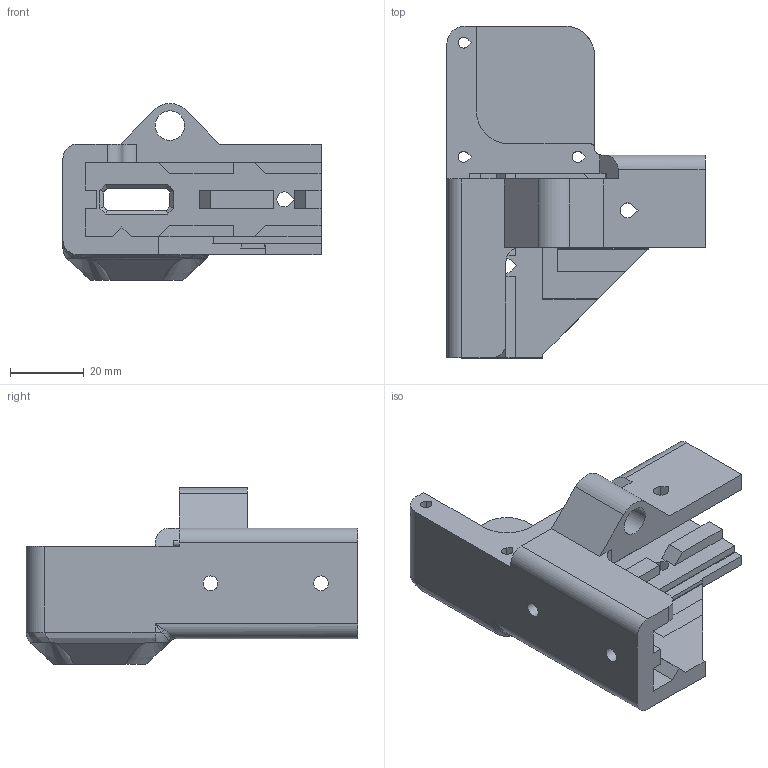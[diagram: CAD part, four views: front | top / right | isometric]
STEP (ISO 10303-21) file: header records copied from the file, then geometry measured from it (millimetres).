
FILE_DESCRIPTION(('FreeCAD Model'),'2;1');
FILE_NAME('LBackCorner.step','2016-05-27T15:37:59',( 'Author'),(''),'Open CASCADE STEP processor 6.9','FreeCAD','Unknown' );
FILE_SCHEMA(('AUTOMOTIVE_DESIGN_CC2 { 1 2 10303 214 -1 1 5 4 }'));
Length unit declared in the file: millimetre
Products named in the file (2): ASSEMBLY; LBackCorner
Assembly tree (1 placements, depth 2):
  ASSEMBLY
    LBackCorner
Bounding box: 70 x 90 x 47.98 mm (x, y, z)
Volume: 57984.8 mm3; surface area: 23950.2 mm2
Topology: 1 solids, 1 shells, 176 faces, 494 edges, 317 vertices
Faces by surface type: plane 114, cylinder 30, bspline 25, sphere 4, cone 3
Full cylindrical faces by diameter (mm): 4 x2, 8 x1
Entity records: 25008 total; most frequent: CARTESIAN_POINT 15604, DIRECTION 1588, LINE 1121, VECTOR 1121, ORIENTED_EDGE 986, PCURVE 986, DEFINITIONAL_REPRESENTATION 986, EDGE_CURVE 493
